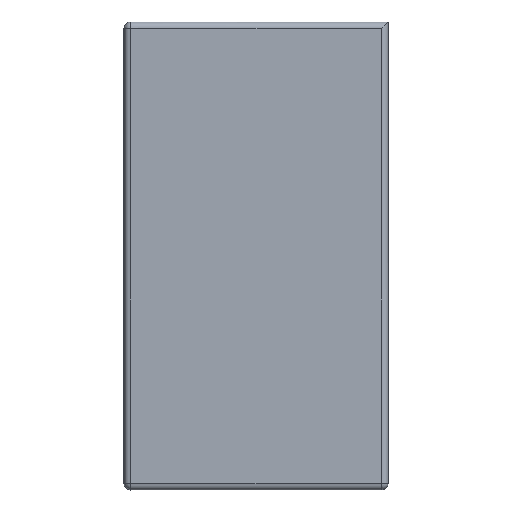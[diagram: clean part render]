
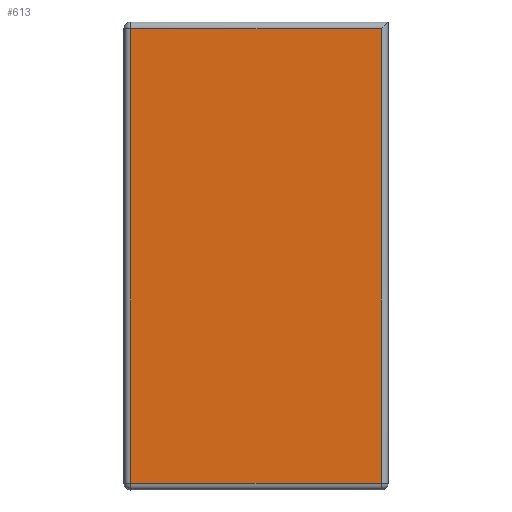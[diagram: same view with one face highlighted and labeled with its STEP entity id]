
A CAD part, top view. The second image highlights one B-rep face of the part: STEP entity #613.
In plain terms, the highlighted face is planar.
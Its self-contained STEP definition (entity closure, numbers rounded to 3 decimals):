
#18=PLANE('',#1257);
#33=LINE('',#1659,#77);
#60=LINE('',#1787,#104);
#62=LINE('',#1790,#106);
#68=LINE('',#1799,#112);
#77=VECTOR('',#1385,10.);
#104=VECTOR('',#1528,10.);
#106=VECTOR('',#1532,10.);
#112=VECTOR('',#1544,10.);
#175=FACE_OUTER_BOUND('',#218,.T.);
#218=EDGE_LOOP('',(#532,#533,#534,#535));
#263=VERTEX_POINT('',#1637);
#271=VERTEX_POINT('',#1658);
#279=VERTEX_POINT('',#1683);
#289=VERTEX_POINT('',#1709);
#317=EDGE_CURVE('',#263,#271,#33,.T.);
#379=EDGE_CURVE('',#271,#289,#60,.T.);
#381=EDGE_CURVE('',#289,#279,#62,.T.);
#387=EDGE_CURVE('',#279,#263,#68,.T.);
#532=ORIENTED_EDGE('',*,*,#317,.F.);
#533=ORIENTED_EDGE('',*,*,#387,.F.);
#534=ORIENTED_EDGE('',*,*,#381,.F.);
#535=ORIENTED_EDGE('',*,*,#379,.F.);
#613=ADVANCED_FACE('',(#175),#18,.T.);
#1257=AXIS2_PLACEMENT_3D('',#1809,#1558,#1559);
#1385=DIRECTION('',(-1.,0.,0.));
#1528=DIRECTION('',(0.,0.,-1.));
#1532=DIRECTION('',(1.,0.,0.));
#1544=DIRECTION('',(0.,0.,1.));
#1558=DIRECTION('center_axis',(0.,1.,0.));
#1559=DIRECTION('ref_axis',(0.,0.,1.));
#1637=CARTESIAN_POINT('',(18.75,28.4,34.));
#1658=CARTESIAN_POINT('',(-18.75,28.4,34.));
#1659=CARTESIAN_POINT('',(-9.875,28.4,34.));
#1683=CARTESIAN_POINT('',(18.75,28.4,-34.));
#1709=CARTESIAN_POINT('',(-18.75,28.4,-34.));
#1787=CARTESIAN_POINT('',(-18.75,28.4,-17.5));
#1790=CARTESIAN_POINT('',(9.875,28.4,-34.));
#1799=CARTESIAN_POINT('',(18.75,28.4,17.5));
#1809=CARTESIAN_POINT('Origin',(0.,28.4,0.));
